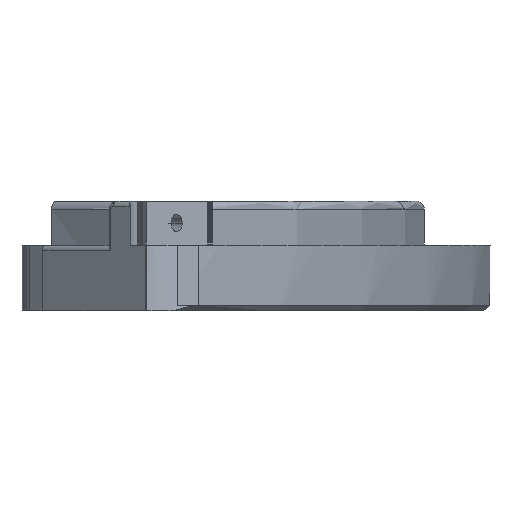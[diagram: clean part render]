
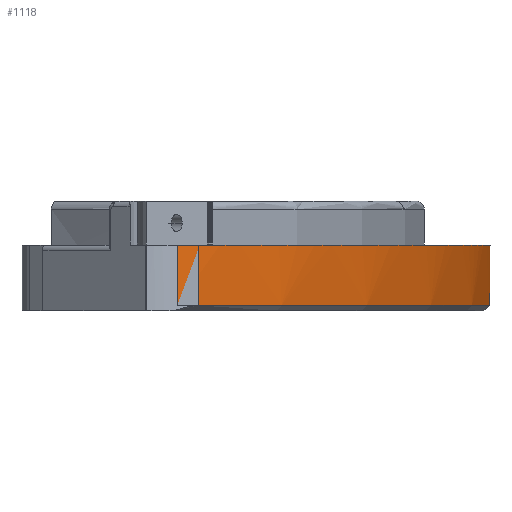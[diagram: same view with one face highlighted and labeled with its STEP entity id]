
A CAD part, front view. The second image highlights one B-rep face of the part: STEP entity #1118.
In plain terms, the highlighted cylindrical face has radius 180 mm (diameter 360 mm), a partial arc.
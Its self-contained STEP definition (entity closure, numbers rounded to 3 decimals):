
#58 = ORIENTED_EDGE ( 'NONE', *, *, #7345, .F. ) ;
#151 = CIRCLE ( 'NONE', #2886, 180. ) ;
#774 = CARTESIAN_POINT ( 'NONE',  ( 109.121, 139.639, 1.416 ) ) ;
#819 = VERTEX_POINT ( 'NONE', #8038 ) ;
#927 = ORIENTED_EDGE ( 'NONE', *, *, #4815, .F. ) ;
#1094 = LINE ( 'NONE', #8237, #8493 ) ;
#1118 = ADVANCED_FACE ( 'NONE', ( #2097 ), #4004, .T. ) ;
#1442 = CARTESIAN_POINT ( 'NONE',  ( 109.121, 139.639, 7.416 ) ) ;
#1696 = EDGE_CURVE ( 'NONE', #819, #6580, #4063, .T. ) ;
#1820 = AXIS2_PLACEMENT_3D ( 'NONE', #3708, #2282, #6342 ) ;
#2059 = CARTESIAN_POINT ( 'NONE',  ( 109.121, 139.639, -4.584 ) ) ;
#2097 = FACE_OUTER_BOUND ( 'NONE', #7037, .T. ) ;
#2117 = ORIENTED_EDGE ( 'NONE', *, *, #3570, .T. ) ;
#2157 = LINE ( 'NONE', #4794, #4492 ) ;
#2204 = ORIENTED_EDGE ( 'NONE', *, *, #3291, .F. ) ;
#2282 = DIRECTION ( 'NONE',  ( 0., 0., -1. ) ) ;
#2637 = DIRECTION ( 'NONE',  ( 0., 0., 1. ) ) ;
#2702 = DIRECTION ( 'NONE',  ( 0., 0., 1. ) ) ;
#2748 = DIRECTION ( 'NONE',  ( 0., 0., 1. ) ) ;
#2886 = AXIS2_PLACEMENT_3D ( 'NONE', #2999, #2960, #4831 ) ;
#2960 = DIRECTION ( 'NONE',  ( 0., 0., 1. ) ) ;
#2981 = CARTESIAN_POINT ( 'NONE',  ( 122.966, -134.964, -3.584 ) ) ;
#2999 = CARTESIAN_POINT ( 'NONE',  ( 0., -3.513, 7.416 ) ) ;
#3018 = VERTEX_POINT ( 'NONE', #7664 ) ;
#3108 = DIRECTION ( 'NONE',  ( 0., 1., 0. ) ) ;
#3243 = CARTESIAN_POINT ( 'NONE',  ( 0., -3.513, 1.416 ) ) ;
#3291 = EDGE_CURVE ( 'NONE', #4458, #7918, #151, .T. ) ;
#3531 = VERTEX_POINT ( 'NONE', #774 ) ;
#3563 = ORIENTED_EDGE ( 'NONE', *, *, #1696, .F. ) ;
#3570 = EDGE_CURVE ( 'NONE', #3531, #7918, #4745, .T. ) ;
#3708 = CARTESIAN_POINT ( 'NONE',  ( 0., -3.513, -3.584 ) ) ;
#3740 = CARTESIAN_POINT ( 'NONE',  ( 122.966, -134.964, 7.416 ) ) ;
#4004 = CYLINDRICAL_SURFACE ( 'NONE', #6516, 180. ) ;
#4063 = CIRCLE ( 'NONE', #1820, 180. ) ;
#4194 = DIRECTION ( 'NONE',  ( 0., 0., 1. ) ) ;
#4458 = VERTEX_POINT ( 'NONE', #3740 ) ;
#4492 = VECTOR ( 'NONE', #4194, 1000. ) ;
#4738 = DIRECTION ( 'NONE',  ( 0., -1., 0. ) ) ;
#4745 = LINE ( 'NONE', #2059, #7888 ) ;
#4794 = CARTESIAN_POINT ( 'NONE',  ( 122.966, -134.964, -4.584 ) ) ;
#4815 = EDGE_CURVE ( 'NONE', #3018, #819, #1094, .T. ) ;
#4831 = DIRECTION ( 'NONE',  ( 0., 1., 0. ) ) ;
#5677 = DIRECTION ( 'NONE',  ( 0., 0., -1. ) ) ;
#6154 = ORIENTED_EDGE ( 'NONE', *, *, #6726, .T. ) ;
#6342 = DIRECTION ( 'NONE',  ( 0., 1., 0. ) ) ;
#6516 = AXIS2_PLACEMENT_3D ( 'NONE', #7338, #2702, #4738 ) ;
#6580 = VERTEX_POINT ( 'NONE', #2981 ) ;
#6726 = EDGE_CURVE ( 'NONE', #3018, #3531, #8079, .T. ) ;
#7037 = EDGE_LOOP ( 'NONE', ( #2117, #2204, #58, #3563, #927, #6154 ) ) ;
#7338 = CARTESIAN_POINT ( 'NONE',  ( 0., -3.513, -4.584 ) ) ;
#7345 = EDGE_CURVE ( 'NONE', #6580, #4458, #2157, .T. ) ;
#7660 = AXIS2_PLACEMENT_3D ( 'NONE', #3243, #2637, #3108 ) ;
#7664 = CARTESIAN_POINT ( 'NONE',  ( 131.519, 119.379, 1.416 ) ) ;
#7888 = VECTOR ( 'NONE', #2748, 1000. ) ;
#7918 = VERTEX_POINT ( 'NONE', #1442 ) ;
#8038 = CARTESIAN_POINT ( 'NONE',  ( 131.519, 119.379, -3.584 ) ) ;
#8079 = CIRCLE ( 'NONE', #7660, 180. ) ;
#8237 = CARTESIAN_POINT ( 'NONE',  ( 131.519, 119.379, 1.416 ) ) ;
#8493 = VECTOR ( 'NONE', #5677, 1000. ) ;
